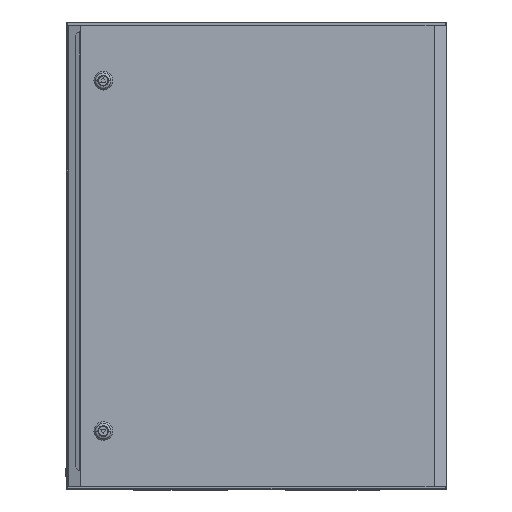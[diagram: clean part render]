
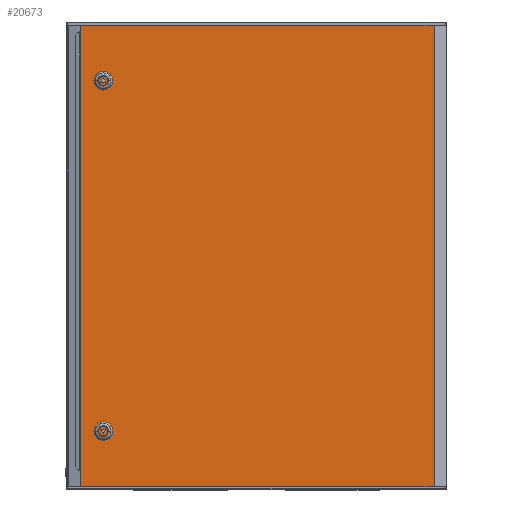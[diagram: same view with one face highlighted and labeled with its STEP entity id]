
A CAD part, top view. The second image highlights one B-rep face of the part: STEP entity #20673.
In plain terms, the highlighted planar face has unit normal (-0.002, 0, 1).
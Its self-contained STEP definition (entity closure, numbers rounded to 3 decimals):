
#443 = EDGE_CURVE ( 'NONE', #11074, #3930, #20891, .T. ) ;
#465 = VECTOR ( 'NONE', #12934, 1000. ) ;
#1197 = CIRCLE ( 'NONE', #2642, 1.5 ) ;
#1340 = ORIENTED_EDGE ( 'NONE', *, *, #3262, .F. ) ;
#1445 = DIRECTION ( 'NONE',  ( 0., 0., 1. ) ) ;
#1942 = EDGE_CURVE ( 'NONE', #2482, #10356, #16889, .T. ) ;
#2452 = CARTESIAN_POINT ( 'NONE',  ( -263.5, -300., 0. ) ) ;
#2481 = ORIENTED_EDGE ( 'NONE', *, *, #1942, .T. ) ;
#2482 = VERTEX_POINT ( 'NONE', #5699 ) ;
#2642 = AXIS2_PLACEMENT_3D ( 'NONE', #14065, #1445, #16172 ) ;
#2832 = CARTESIAN_POINT ( 'NONE',  ( -263.5, 300., 0. ) ) ;
#3006 = CIRCLE ( 'NONE', #9645, 1.5 ) ;
#3262 = EDGE_CURVE ( 'NONE', #13676, #10356, #19133, .T. ) ;
#3930 = VERTEX_POINT ( 'NONE', #20084 ) ;
#4584 = DIRECTION ( 'NONE',  ( -1., 0., 0. ) ) ;
#4972 = CARTESIAN_POINT ( 'NONE',  ( -263.5, 300., 0. ) ) ;
#5399 = VECTOR ( 'NONE', #24554, 1000. ) ;
#5501 = AXIS2_PLACEMENT_3D ( 'NONE', #23258, #25438, #12910 ) ;
#5524 = DIRECTION ( 'NONE',  ( -1., 0., 0. ) ) ;
#5699 = CARTESIAN_POINT ( 'NONE',  ( -302.921, 395., 0. ) ) ;
#5843 = CARTESIAN_POINT ( 'NONE',  ( -265., -300., 0. ) ) ;
#6052 = EDGE_CURVE ( 'NONE', #13239, #6469, #26237, .T. ) ;
#6469 = VERTEX_POINT ( 'NONE', #5843 ) ;
#6581 = FACE_BOUND ( 'NONE', #10702, .T. ) ;
#7110 = DIRECTION ( 'NONE',  ( 1., 0., 0. ) ) ;
#7862 = LINE ( 'NONE', #22317, #12782 ) ;
#9308 = ORIENTED_EDGE ( 'NONE', *, *, #24577, .F. ) ;
#9645 = AXIS2_PLACEMENT_3D ( 'NONE', #4972, #19661, #7110 ) ;
#10356 = VERTEX_POINT ( 'NONE', #18088 ) ;
#10702 = EDGE_LOOP ( 'NONE', ( #21927, #14390 ) ) ;
#11074 = VERTEX_POINT ( 'NONE', #22425 ) ;
#12083 = ORIENTED_EDGE ( 'NONE', *, *, #21443, .T. ) ;
#12782 = VECTOR ( 'NONE', #5524, 1000. ) ;
#12910 = DIRECTION ( 'NONE',  ( 1., 0., 0. ) ) ;
#12934 = DIRECTION ( 'NONE',  ( 0., -1., 0. ) ) ;
#13239 = VERTEX_POINT ( 'NONE', #27148 ) ;
#13334 = DIRECTION ( 'NONE',  ( 1., 0., 0. ) ) ;
#13676 = VERTEX_POINT ( 'NONE', #26577 ) ;
#14065 = CARTESIAN_POINT ( 'NONE',  ( -263.5, -300., 0. ) ) ;
#14390 = ORIENTED_EDGE ( 'NONE', *, *, #26559, .F. ) ;
#14445 = EDGE_LOOP ( 'NONE', ( #1340, #9308, #12083, #2481 ) ) ;
#15443 = DIRECTION ( 'NONE',  ( 0., 0., 1. ) ) ;
#15781 = FACE_BOUND ( 'NONE', #16413, .T. ) ;
#16132 = CARTESIAN_POINT ( 'NONE',  ( 302.921, 395., 0. ) ) ;
#16172 = DIRECTION ( 'NONE',  ( -1., 0., 0. ) ) ;
#16413 = EDGE_LOOP ( 'NONE', ( #23864, #16798 ) ) ;
#16574 = LINE ( 'NONE', #16132, #5399 ) ;
#16798 = ORIENTED_EDGE ( 'NONE', *, *, #16859, .F. ) ;
#16859 = EDGE_CURVE ( 'NONE', #3930, #11074, #3006, .T. ) ;
#16889 = LINE ( 'NONE', #20957, #465 ) ;
#17133 = CARTESIAN_POINT ( 'NONE',  ( -302.921, -395., 0. ) ) ;
#17173 = DIRECTION ( 'NONE',  ( 0., 0., 1. ) ) ;
#17755 = FACE_OUTER_BOUND ( 'NONE', #14445, .T. ) ;
#18088 = CARTESIAN_POINT ( 'NONE',  ( -302.921, -395., 0. ) ) ;
#18953 = AXIS2_PLACEMENT_3D ( 'NONE', #2452, #17173, #4584 ) ;
#19133 = LINE ( 'NONE', #17133, #24721 ) ;
#19661 = DIRECTION ( 'NONE',  ( 0., 0., 1. ) ) ;
#20084 = CARTESIAN_POINT ( 'NONE',  ( -265., 300., 0. ) ) ;
#20351 = AXIS2_PLACEMENT_3D ( 'NONE', #2832, #15443, #13334 ) ;
#20673 = ADVANCED_FACE ( 'NONE', ( #6581, #15781, #17755 ), #23344, .T. ) ;
#20891 = CIRCLE ( 'NONE', #20351, 1.5 ) ;
#20957 = CARTESIAN_POINT ( 'NONE',  ( -302.921, 395., 0. ) ) ;
#21443 = EDGE_CURVE ( 'NONE', #26581, #2482, #7862, .T. ) ;
#21927 = ORIENTED_EDGE ( 'NONE', *, *, #6052, .F. ) ;
#22317 = CARTESIAN_POINT ( 'NONE',  ( -302.921, 395., 0. ) ) ;
#22425 = CARTESIAN_POINT ( 'NONE',  ( -262., 300., 0. ) ) ;
#23258 = CARTESIAN_POINT ( 'NONE',  ( -302.921, 395., 0. ) ) ;
#23344 = PLANE ( 'NONE',  #5501 ) ;
#23441 = DIRECTION ( 'NONE',  ( -1., 0., 0. ) ) ;
#23864 = ORIENTED_EDGE ( 'NONE', *, *, #443, .F. ) ;
#24554 = DIRECTION ( 'NONE',  ( 0., -1., 0. ) ) ;
#24577 = EDGE_CURVE ( 'NONE', #26581, #13676, #16574, .T. ) ;
#24721 = VECTOR ( 'NONE', #23441, 1000. ) ;
#25438 = DIRECTION ( 'NONE',  ( 0., 0., 1. ) ) ;
#26237 = CIRCLE ( 'NONE', #18953, 1.5 ) ;
#26559 = EDGE_CURVE ( 'NONE', #6469, #13239, #1197, .T. ) ;
#26577 = CARTESIAN_POINT ( 'NONE',  ( 302.921, -395., 0. ) ) ;
#26581 = VERTEX_POINT ( 'NONE', #26668 ) ;
#26668 = CARTESIAN_POINT ( 'NONE',  ( 302.921, 395., 0. ) ) ;
#27148 = CARTESIAN_POINT ( 'NONE',  ( -262., -300., 0. ) ) ;
